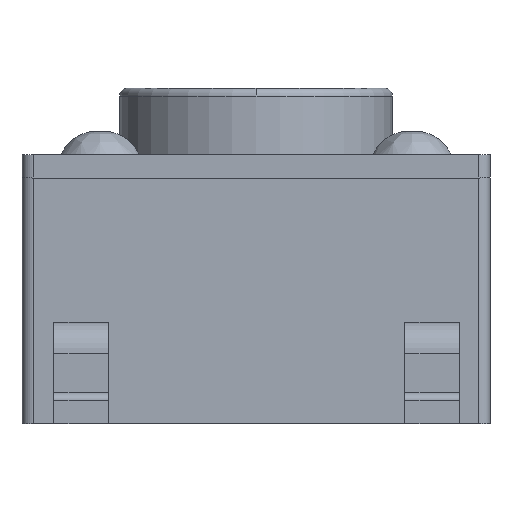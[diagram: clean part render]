
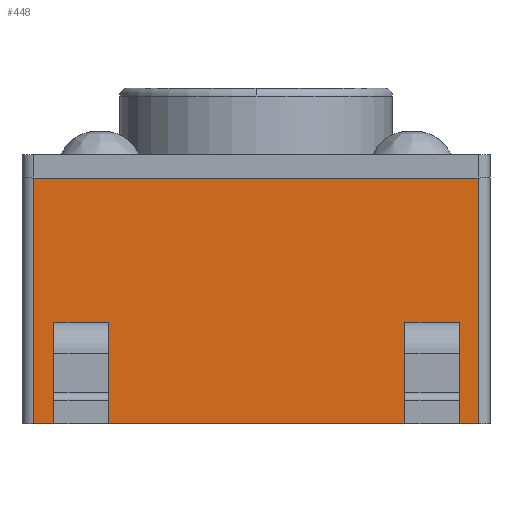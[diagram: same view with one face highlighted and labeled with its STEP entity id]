
A CAD part, left-side view. The second image highlights one B-rep face of the part: STEP entity #448.
In plain terms, the highlighted planar face has unit normal (-1, 0, 0).
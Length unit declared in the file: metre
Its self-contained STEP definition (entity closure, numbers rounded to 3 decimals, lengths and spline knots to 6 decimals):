
#448 = ADVANCED_FACE( '', ( #1207 ), #1208, .T. );
#572 = EDGE_CURVE( '', #1416, #1417, #1418, .T. );
#666 = EDGE_CURVE( '', #1470, #1560, #1561, .T. );
#746 = EDGE_CURVE( '', #1560, #1416, #1670, .T. );
#930 = EDGE_CURVE( '', #1417, #1470, #1897, .T. );
#1207 = FACE_OUTER_BOUND( '', #2247, .T. );
#1208 = PLANE( '', #2248 );
#1416 = VERTEX_POINT( '', #2623 );
#1417 = VERTEX_POINT( '', #2624 );
#1418 = LINE( '', #2625, #2626 );
#1470 = VERTEX_POINT( '', #2698 );
#1560 = VERTEX_POINT( '', #2820 );
#1561 = LINE( '', #2821, #2822 );
#1670 = LINE( '', #3022, #3023 );
#1897 = LINE( '', #3386, #3387 );
#2247 = EDGE_LOOP( '', ( #3750, #3751, #3752, #3753 ) );
#2248 = AXIS2_PLACEMENT_3D( '', #3754, #3755, #3756 );
#2623 = CARTESIAN_POINT( '', ( -0.003, 0.00285, 0.00315 ) );
#2624 = CARTESIAN_POINT( '', ( -0.003, 0.00285, 0. ) );
#2625 = CARTESIAN_POINT( '', ( -0.003, 0.00285, 0. ) );
#2626 = VECTOR( '', #3999, 1. );
#2698 = CARTESIAN_POINT( '', ( -0.003, -0.00285, 0. ) );
#2820 = CARTESIAN_POINT( '', ( -0.003, -0.00285, 0.00315 ) );
#2821 = CARTESIAN_POINT( '', ( -0.003, -0.00285, 0. ) );
#2822 = VECTOR( '', #4175, 1. );
#3022 = CARTESIAN_POINT( '', ( -0.003, 0., 0.00315 ) );
#3023 = VECTOR( '', #4325, 1. );
#3386 = CARTESIAN_POINT( '', ( -0.003, 0., 0. ) );
#3387 = VECTOR( '', #4646, 1. );
#3750 = ORIENTED_EDGE( '', *, *, #666, .T. );
#3751 = ORIENTED_EDGE( '', *, *, #746, .T. );
#3752 = ORIENTED_EDGE( '', *, *, #572, .T. );
#3753 = ORIENTED_EDGE( '', *, *, #930, .T. );
#3754 = CARTESIAN_POINT( '', ( -0.003, 0., 0. ) );
#3755 = DIRECTION( '', ( -1., 0., 0. ) );
#3756 = DIRECTION( '', ( 0., 0., 1. ) );
#3999 = DIRECTION( '', ( 0., 0., -1. ) );
#4175 = DIRECTION( '', ( 0., 0., 1. ) );
#4325 = DIRECTION( '', ( 0., 1., 0. ) );
#4646 = DIRECTION( '', ( 0., -1., 0. ) );
